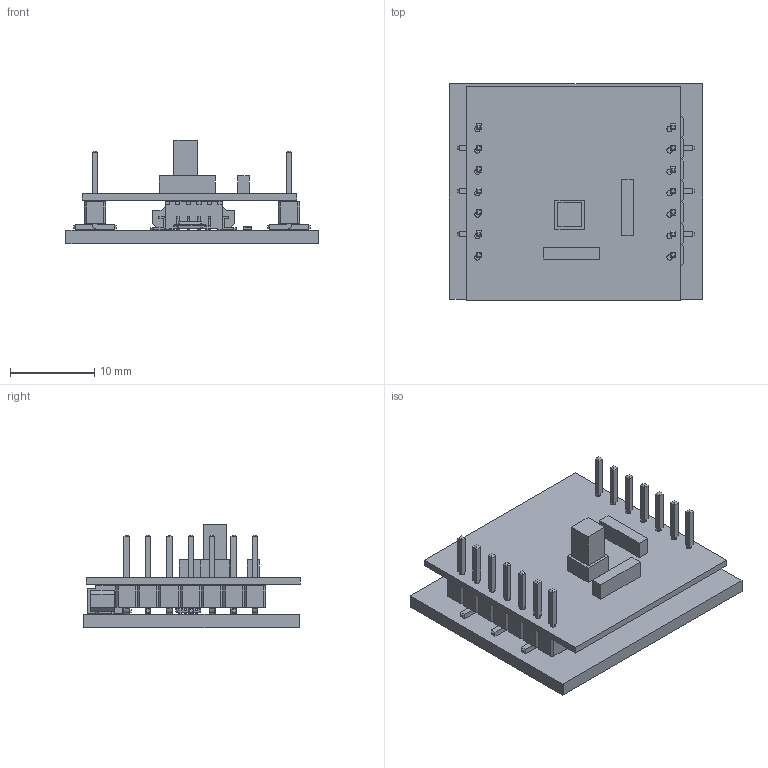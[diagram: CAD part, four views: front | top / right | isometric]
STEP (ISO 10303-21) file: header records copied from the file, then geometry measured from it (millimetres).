
FILE_DESCRIPTION(('KiCad electronic assembly'),'2;1');
FILE_NAME('MAG_mini.step','2021-11-05T12:33:41',('An Author'),( 'A Company'),'Open CASCADE STEP processor 6.9', 'KiCad to STEP converter','Unknown');
FILE_SCHEMA(('AUTOMOTIVE_DESIGN { 1 0 10303 214 1 1 1 1 }'));
Length unit declared in the file: millimetre
Products named in the file (12): Open CASCADE STEP translator 6.9 1; PinHeader_1x07_P2.54mm_Vertical_SMD_Pin1Right; SOLID; Molex_PicoBlade_53261-0471_1x04-1MP_P1.25mm_Horizontal; RM3100; R_0402_1005Metric; MSOP-8_3x3mm_P0.65mm
Assembly tree (13 placements, depth 3):
  Open CASCADE STEP translator 6.9 1
    PinHeader_1x07_P2.54mm_Vertical_SMD_Pin1Right  x2
      SOLID
    Molex_PicoBlade_53261-0471_1x04-1MP_P1.25mm_Horizontal
      SOLID
    RM3100
      SOLID
    R_0402_1005Metric  x2
      SOLID
    MSOP-8_3x3mm_P0.65mm
      SOLID
    SOLID
Bounding box: 30.1 x 25.73 x 12.25 mm (x, y, z)
Volume: 2194.5 mm3; surface area: 4220.8 mm2
Topology: 8 solids, 8 shells, 852 faces, 2181 edges, 1388 vertices
Faces by surface type: plane 719, cylinder 101, bspline 32
Full cylindrical faces by diameter (mm): 0.5 x1
Entity records: 44821 total; most frequent: CARTESIAN_POINT 7487, DIRECTION 6140, LINE 4464, VECTOR 4464, ORIENTED_EDGE 3276, PCURVE 3276, DEFINITIONAL_REPRESENTATION 3276, EDGE_CURVE 1638
